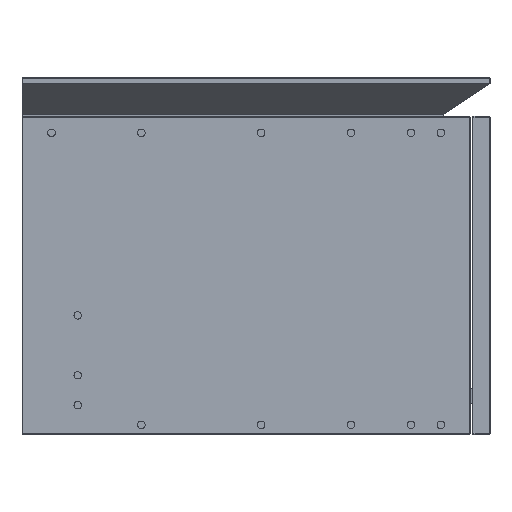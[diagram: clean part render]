
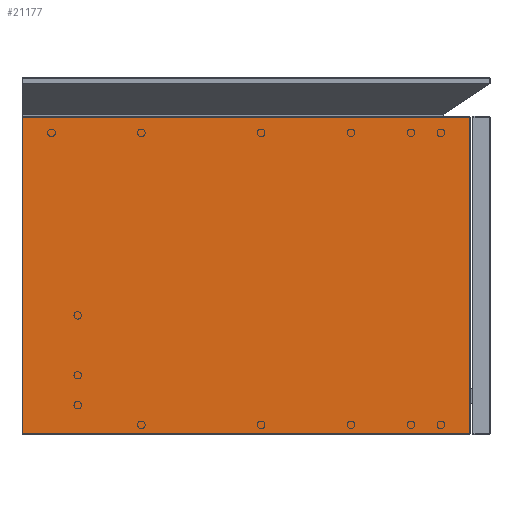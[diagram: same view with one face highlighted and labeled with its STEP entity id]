
A CAD part, left-side view. The second image highlights one B-rep face of the part: STEP entity #21177.
In plain terms, the highlighted planar face has unit normal (-1, 0, 0).
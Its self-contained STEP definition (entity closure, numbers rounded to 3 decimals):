
#21082=CARTESIAN_POINT('',(3092.452,29005.864,-0.8));
#21083=VERTEX_POINT('',#21082);
#21090=CARTESIAN_POINT('',(3092.452,28527.664,-0.8));
#21091=VERTEX_POINT('',#21090);
#21092=CARTESIAN_POINT('',(3092.452,29005.864,-0.8));
#21093=DIRECTION('',(0.0,-1.0,0.0));
#21094=VECTOR('',#21093,478.2);
#21095=LINE('',#21092,#21094);
#21096=EDGE_CURVE('',#21083,#21091,#21095,.T.);
#21113=CARTESIAN_POINT('',(3092.452,28527.664,-339.2));
#21114=VERTEX_POINT('',#21113);
#21115=CARTESIAN_POINT('',(3092.452,28527.664,-0.8));
#21116=DIRECTION('',(0.0,0.0,-1.0));
#21117=VECTOR('',#21116,338.4);
#21118=LINE('',#21115,#21117);
#21119=EDGE_CURVE('',#21091,#21114,#21118,.T.);
#21154=CARTESIAN_POINT('',(3092.452,28766.764,-0.799));
#21155=DIRECTION('',(-1.0,0.0,0.0));
#21156=DIRECTION('',(0.0,0.0,1.0));
#21157=AXIS2_PLACEMENT_3D('',#21154,#21155,#21156);
#21158=PLANE('',#21157);
#21159=ORIENTED_EDGE('',*,*,#21096,.F.);
#21160=CARTESIAN_POINT('',(3092.452,29005.864,-339.2));
#21161=VERTEX_POINT('',#21160);
#21162=CARTESIAN_POINT('',(3092.452,29005.864,-339.2));
#21163=DIRECTION('',(0.0,0.0,1.0));
#21164=VECTOR('',#21163,338.4);
#21165=LINE('',#21162,#21164);
#21166=EDGE_CURVE('',#21161,#21083,#21165,.T.);
#21167=ORIENTED_EDGE('',*,*,#21166,.F.);
#21168=CARTESIAN_POINT('',(3092.452,28527.664,-339.2));
#21169=DIRECTION('',(0.0,1.0,0.0));
#21170=VECTOR('',#21169,478.2);
#21171=LINE('',#21168,#21170);
#21172=EDGE_CURVE('',#21114,#21161,#21171,.T.);
#21173=ORIENTED_EDGE('',*,*,#21172,.F.);
#21174=ORIENTED_EDGE('',*,*,#21119,.F.);
#21175=EDGE_LOOP('',(#21159,#21167,#21173,#21174));
#21176=FACE_OUTER_BOUND('',#21175,.T.);
#21177=ADVANCED_FACE('',(#21176),#21158,.T.);
